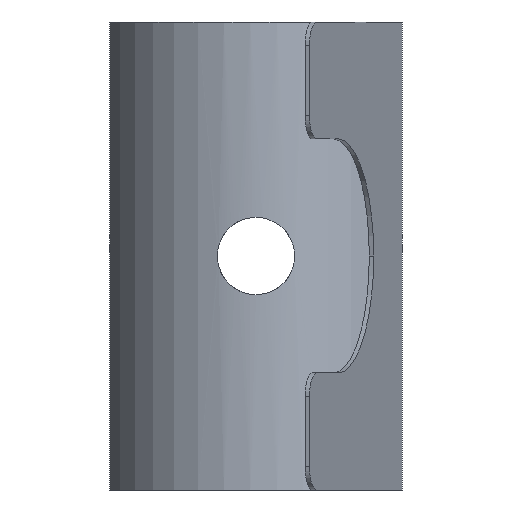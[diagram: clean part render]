
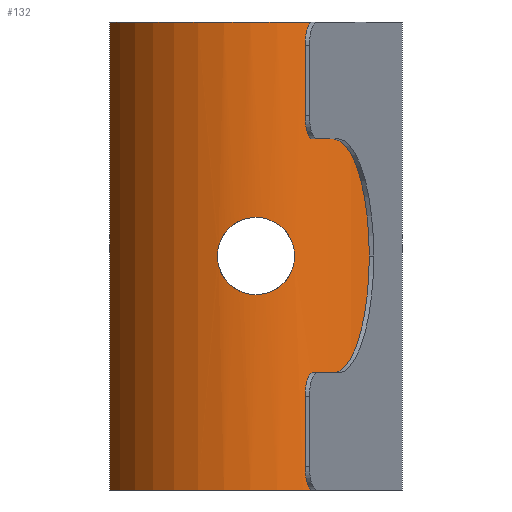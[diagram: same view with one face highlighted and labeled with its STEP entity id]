
A CAD part, front view. The second image highlights one B-rep face of the part: STEP entity #132.
In plain terms, the highlighted cylindrical face has radius 6.562 mm (diameter 13.124 mm), a partial arc.
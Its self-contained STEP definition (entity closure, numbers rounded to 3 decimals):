
#41 = LINE ( 'NONE', #1089, #520 ) ;
#54 = CARTESIAN_POINT ( 'NONE',  ( 0.828, -6.51, 1.431 ) ) ;
#56 = CARTESIAN_POINT ( 'NONE',  ( -1.441, -6.403, 0.831 ) ) ;
#58 = CARTESIAN_POINT ( 'NONE',  ( 0.108, -6.562, -1.65 ) ) ;
#66 = CARTESIAN_POINT ( 'NONE',  ( 0.429, -6.549, 1.597 ) ) ;
#69 = ORIENTED_EDGE ( 'NONE', *, *, #289, .T. ) ;
#76 = CARTESIAN_POINT ( 'NONE',  ( 0.534, -6.541, 1.565 ) ) ;
#78 = DIRECTION ( 'NONE',  ( 1., 0., 0. ) ) ;
#85 = CARTESIAN_POINT ( 'NONE',  ( 0., 0., 10. ) ) ;
#91 = CARTESIAN_POINT ( 'NONE',  ( -6.25, -2., 10. ) ) ;
#110 = ORIENTED_EDGE ( 'NONE', *, *, #447, .F. ) ;
#132 = ADVANCED_FACE ( 'NONE', ( #161, #141 ), #526, .T. ) ;
#139 = EDGE_CURVE ( 'NONE', #229, #488, #750, .T. ) ;
#141 = FACE_OUTER_BOUND ( 'NONE', #817, .T. ) ;
#142 = CARTESIAN_POINT ( 'NONE',  ( 0., -6.562, -1.65 ) ) ;
#144 = CARTESIAN_POINT ( 'NONE',  ( -1.312, -6.43, -1.007 ) ) ;
#151 = CARTESIAN_POINT ( 'NONE',  ( 1.65, -6.351, -0.107 ) ) ;
#155 = CARTESIAN_POINT ( 'NONE',  ( -1.65, -6.351, -0.218 ) ) ;
#161 = FACE_BOUND ( 'NONE', #1025, .T. ) ;
#163 = CARTESIAN_POINT ( 'NONE',  ( 1.319, -6.43, 1.015 ) ) ;
#170 = DIRECTION ( 'NONE',  ( 1., 0., 0. ) ) ;
#207 = EDGE_CURVE ( 'NONE', #389, #916, #728, .T. ) ;
#229 = VERTEX_POINT ( 'NONE', #436 ) ;
#240 = CARTESIAN_POINT ( 'NONE',  ( 1.441, -6.403, -0.833 ) ) ;
#249 = B_SPLINE_CURVE_WITH_KNOTS ( 'NONE', 3,
 ( #1143, #1139, #334, #66, #76, #350, #54, #1043, #973, #163, #957, #440, #1134, #151, #421, #1152, #512, #240, #782, #597, #868, #517, #344, #701, #953, #875, #58, #142 ),
 .UNSPECIFIED., .F., .F.,
 ( 4, 2, 2, 2, 2, 2, 2, 2, 2, 2, 2, 2, 2, 4 ),
 ( 0., 0., 0.001, 0.001, 0.001, 0.002, 0.003, 0.003, 0.003, 0.004, 0.004, 0.005, 0.005, 0.005 ),
 .UNSPECIFIED. ) ;
#289 = EDGE_CURVE ( 'NONE', #488, #229, #249, .T. ) ;
#296 = AXIS2_PLACEMENT_3D ( 'NONE', #85, #622, #78 ) ;
#300 = CIRCLE ( 'NONE', #859, 6.562 ) ;
#305 = LINE ( 'NONE', #657, #1117 ) ;
#333 = CARTESIAN_POINT ( 'NONE',  ( -1.09, -6.471, -1.243 ) ) ;
#334 = CARTESIAN_POINT ( 'NONE',  ( 0.217, -6.559, 1.639 ) ) ;
#338 = CARTESIAN_POINT ( 'NONE',  ( -0.833, -6.512, 1.44 ) ) ;
#342 = CARTESIAN_POINT ( 'NONE',  ( -0.217, -6.559, 1.639 ) ) ;
#344 = CARTESIAN_POINT ( 'NONE',  ( 0.732, -6.522, -1.483 ) ) ;
#345 = CARTESIAN_POINT ( 'NONE',  ( -6.25, -2., -10. ) ) ;
#346 = CARTESIAN_POINT ( 'NONE',  ( -1.639, -6.354, 0.216 ) ) ;
#350 = CARTESIAN_POINT ( 'NONE',  ( 0.733, -6.522, 1.482 ) ) ;
#389 = VERTEX_POINT ( 'NONE', #91 ) ;
#419 = CARTESIAN_POINT ( 'NONE',  ( 0., -6.562, -1.65 ) ) ;
#421 = CARTESIAN_POINT ( 'NONE',  ( 1.639, -6.354, -0.217 ) ) ;
#423 = CARTESIAN_POINT ( 'NONE',  ( -1.319, -6.43, 1.015 ) ) ;
#436 = CARTESIAN_POINT ( 'NONE',  ( 0., -6.562, -1.65 ) ) ;
#440 = CARTESIAN_POINT ( 'NONE',  ( 1.606, -6.363, 0.435 ) ) ;
#447 = EDGE_CURVE ( 'NONE', #916, #985, #305, .T. ) ;
#477 = ORIENTED_EDGE ( 'NONE', *, *, #207, .F. ) ;
#488 = VERTEX_POINT ( 'NONE', #855 ) ;
#506 = DIRECTION ( 'NONE',  ( 0., 0., -1. ) ) ;
#510 = CARTESIAN_POINT ( 'NONE',  ( 0., 0., 10. ) ) ;
#512 = CARTESIAN_POINT ( 'NONE',  ( 1.566, -6.373, -0.532 ) ) ;
#514 = CARTESIAN_POINT ( 'NONE',  ( -0.43, -6.549, 1.597 ) ) ;
#517 = CARTESIAN_POINT ( 'NONE',  ( 0.829, -6.51, -1.431 ) ) ;
#520 = VECTOR ( 'NONE', #768, 1000. ) ;
#522 = CARTESIAN_POINT ( 'NONE',  ( -1.597, -6.365, 0.428 ) ) ;
#526 = CYLINDRICAL_SURFACE ( 'NONE', #819, 6.562 ) ;
#597 = CARTESIAN_POINT ( 'NONE',  ( 1.09, -6.472, -1.243 ) ) ;
#604 = CARTESIAN_POINT ( 'NONE',  ( -0.535, -6.541, 1.565 ) ) ;
#609 = CARTESIAN_POINT ( 'NONE',  ( -0.109, -6.562, 1.65 ) ) ;
#622 = DIRECTION ( 'NONE',  ( 0., 0., 1. ) ) ;
#657 = CARTESIAN_POINT ( 'NONE',  ( 5.57, -3.47, 10. ) ) ;
#699 = CARTESIAN_POINT ( 'NONE',  ( -1.607, -6.363, -0.433 ) ) ;
#701 = CARTESIAN_POINT ( 'NONE',  ( 0.533, -6.541, -1.565 ) ) ;
#728 = CIRCLE ( 'NONE', #296, 6.562 ) ;
#733 = EDGE_CURVE ( 'NONE', #389, #844, #41, .T. ) ;
#745 = ORIENTED_EDGE ( 'NONE', *, *, #1011, .T. ) ;
#750 = B_SPLINE_CURVE_WITH_KNOTS ( 'NONE', 3,
 ( #419, #780, #950, #1137, #881, #1128, #333, #1039, #144, #1046, #1141, #699, #155, #959, #346, #522, #877, #56, #423, #1132, #338, #604, #514, #342, #609, #964 ),
 .UNSPECIFIED., .F., .F.,
 ( 4, 2, 2, 2, 2, 2, 2, 2, 2, 2, 2, 2, 4 ),
 ( 0.005, 0.006, 0.006, 0.006, 0.007, 0.007, 0.008, 0.008, 0.008, 0.009, 0.01, 0.01, 0.01 ),
 .UNSPECIFIED. ) ;
#761 = DIRECTION ( 'NONE',  ( 0., 0., -1. ) ) ;
#768 = DIRECTION ( 'NONE',  ( 0., 0., -1. ) ) ;
#780 = CARTESIAN_POINT ( 'NONE',  ( -0.216, -6.562, -1.65 ) ) ;
#782 = CARTESIAN_POINT ( 'NONE',  ( 1.319, -6.43, -1.014 ) ) ;
#795 = ORIENTED_EDGE ( 'NONE', *, *, #733, .T. ) ;
#809 = ORIENTED_EDGE ( 'NONE', *, *, #139, .T. ) ;
#817 = EDGE_LOOP ( 'NONE', ( #110, #477, #795, #745 ) ) ;
#819 = AXIS2_PLACEMENT_3D ( 'NONE', #510, #506, #955 ) ;
#844 = VERTEX_POINT ( 'NONE', #345 ) ;
#855 = CARTESIAN_POINT ( 'NONE',  ( 0., -6.562, 1.65 ) ) ;
#859 = AXIS2_PLACEMENT_3D ( 'NONE', #979, #974, #170 ) ;
#861 = CARTESIAN_POINT ( 'NONE',  ( 5.57, -3.47, 10. ) ) ;
#868 = CARTESIAN_POINT ( 'NONE',  ( 1.007, -6.485, -1.311 ) ) ;
#875 = CARTESIAN_POINT ( 'NONE',  ( 0.217, -6.559, -1.639 ) ) ;
#877 = CARTESIAN_POINT ( 'NONE',  ( -1.565, -6.373, 0.533 ) ) ;
#881 = CARTESIAN_POINT ( 'NONE',  ( -0.828, -6.51, -1.431 ) ) ;
#916 = VERTEX_POINT ( 'NONE', #861 ) ;
#950 = CARTESIAN_POINT ( 'NONE',  ( -0.434, -6.551, -1.606 ) ) ;
#953 = CARTESIAN_POINT ( 'NONE',  ( 0.43, -6.549, -1.597 ) ) ;
#955 = DIRECTION ( 'NONE',  ( -1., 0., 0. ) ) ;
#957 = CARTESIAN_POINT ( 'NONE',  ( 1.441, -6.403, 0.831 ) ) ;
#959 = CARTESIAN_POINT ( 'NONE',  ( -1.65, -6.351, 0.108 ) ) ;
#963 = CARTESIAN_POINT ( 'NONE',  ( 5.57, -3.47, -10. ) ) ;
#964 = CARTESIAN_POINT ( 'NONE',  ( 0., -6.562, 1.65 ) ) ;
#973 = CARTESIAN_POINT ( 'NONE',  ( 1.091, -6.471, 1.242 ) ) ;
#974 = DIRECTION ( 'NONE',  ( 0., 0., 1. ) ) ;
#979 = CARTESIAN_POINT ( 'NONE',  ( 0., 0., -10. ) ) ;
#985 = VERTEX_POINT ( 'NONE', #963 ) ;
#1011 = EDGE_CURVE ( 'NONE', #844, #985, #300, .T. ) ;
#1025 = EDGE_LOOP ( 'NONE', ( #69, #809 ) ) ;
#1039 = CARTESIAN_POINT ( 'NONE',  ( -1.242, -6.444, -1.091 ) ) ;
#1043 = CARTESIAN_POINT ( 'NONE',  ( 1.007, -6.485, 1.312 ) ) ;
#1046 = CARTESIAN_POINT ( 'NONE',  ( -1.431, -6.405, -0.829 ) ) ;
#1089 = CARTESIAN_POINT ( 'NONE',  ( -6.25, -2., 10. ) ) ;
#1117 = VECTOR ( 'NONE', #761, 1000. ) ;
#1128 = CARTESIAN_POINT ( 'NONE',  ( -1.007, -6.485, -1.311 ) ) ;
#1132 = CARTESIAN_POINT ( 'NONE',  ( -1.016, -6.485, 1.318 ) ) ;
#1134 = CARTESIAN_POINT ( 'NONE',  ( 1.65, -6.351, 0.217 ) ) ;
#1137 = CARTESIAN_POINT ( 'NONE',  ( -0.732, -6.522, -1.483 ) ) ;
#1139 = CARTESIAN_POINT ( 'NONE',  ( 0.109, -6.562, 1.65 ) ) ;
#1141 = CARTESIAN_POINT ( 'NONE',  ( -1.482, -6.393, -0.734 ) ) ;
#1143 = CARTESIAN_POINT ( 'NONE',  ( 0., -6.562, 1.65 ) ) ;
#1152 = CARTESIAN_POINT ( 'NONE',  ( 1.597, -6.365, -0.429 ) ) ;
